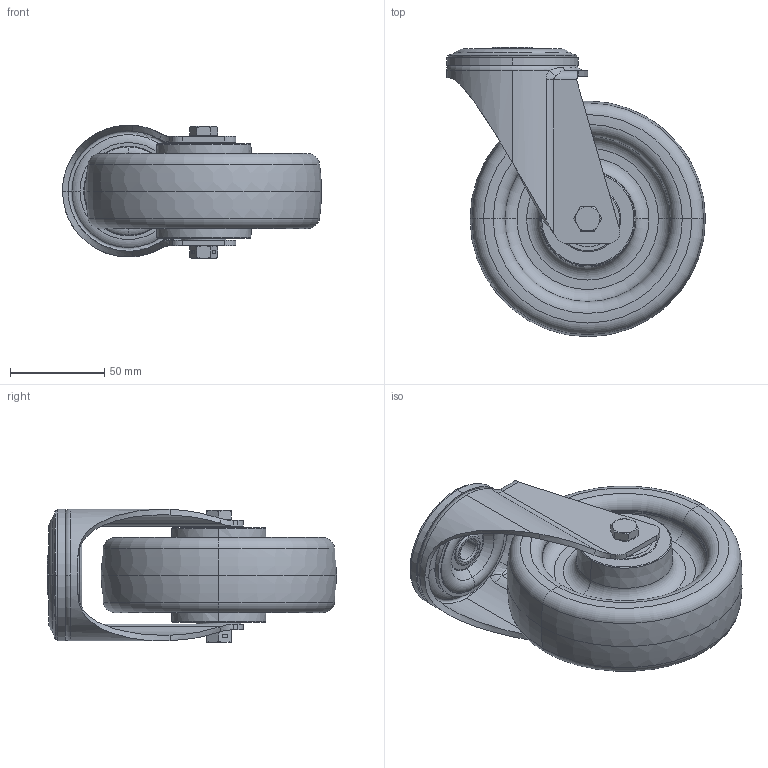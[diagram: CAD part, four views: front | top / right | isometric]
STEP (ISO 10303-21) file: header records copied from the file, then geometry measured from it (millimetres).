
FILE_DESCRIPTION (( 'STEP AP214' ), '1' );
FILE_NAME ('0055863.step', '2023-09-26T08:31:41', ( '' ), ( '' ), 'SwSTEP 2.0', 'SolidWorks 2020', '' );
FILE_SCHEMA (( 'AUTOMOTIVE_DESIGN' ));
Length unit declared in the file: millimetre
Products named in the file (1): 0055863
Bounding box: 137.5 x 153.5 x 71 mm (x, y, z)
Volume: 427023.1 mm3; surface area: 167130.7 mm2
Topology: 20 solids, 21 shells, 693 faces, 1609 edges, 982 vertices
Faces by surface type: torus 286, cylinder 153, plane 140, cone 98, bspline 16
Entity records: 30256 total; most frequent: CARTESIAN_POINT 6501, DIRECTION 3579, ORIENTED_EDGE 3218, AXIS2_PLACEMENT_3D 1630, EDGE_CURVE 1609, VERTEX_POINT 982, CIRCLE 952, EDGE_LOOP 761
